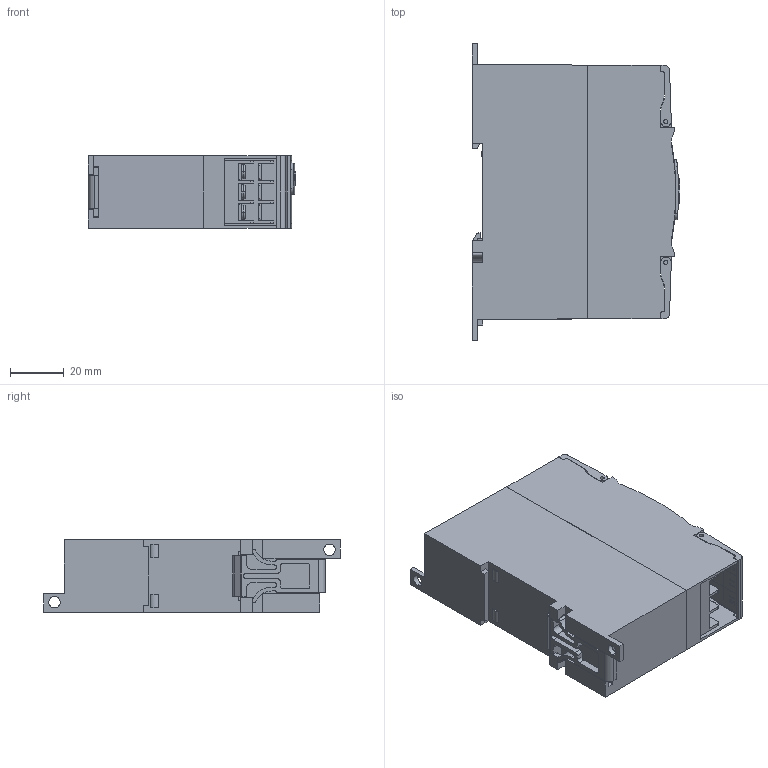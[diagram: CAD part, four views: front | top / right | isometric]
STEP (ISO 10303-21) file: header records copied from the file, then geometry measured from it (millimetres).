
FILE_DESCRIPTION (( 'STEP AP214' ), '1' );
FILE_NAME ('3D Ìîäåëü ÍÏÒ-1 Åõ.STEP', '2015-08-27T09:30:34', ( '' ), ( '' ), 'SwSTEP 2.0', 'SolidWorks 2013', '' );
FILE_SCHEMA (( 'AUTOMOTIVE_DESIGN' ));
Length unit declared in the file: millimetre
Products named in the file (16): 枟謤麃鍒罻1; Ôèêñàòîð ÈÑÊÐÀ; Êðûøêà ïðîçðà÷íàÿ; Êëåììíèê ÌÕ-6 ÍÏÒ-1(7-9); Ðîçåòêà ÌÕ - 6(ñèíÿÿ); Êëåììíèê ÌÕ-6 ÍÏÒ-1(2, 4-6); çàãëóøêà êëåììíàÿ; Çàæèì êëåììíûé; Âèíò äëÿ ðîçåòêè; ïëàñòèíêà çàæèìíàÿ; Ðîçåòêà ÌÕ - 6; 扻豵鵨_2; 扻豵鵨_1; 3D Ìîäåëü ÍÏÒ-1 Åõ; Ýòèêåòêà ëèöåâàÿ ÍÏÒ-1Ex; 枟謤麃鍒罻2
Assembly tree (26 placements, depth 4):
  3D Ìîäåëü ÍÏÒ-1 Åõ
    扻豵鵨_1
    扻豵鵨_2
    Êëåììíèê ÌÕ-6 ÍÏÒ-1(2, 4-6)
      Ðîçåòêà ÌÕ - 6
      Çàæèì êëåììíûé  x2
        ïëàñòèíêà çàæèìíàÿ
        Âèíò äëÿ ðîçåòêè
      çàãëóøêà êëåììíàÿ  x4
    Êëåììíèê ÌÕ-6 ÍÏÒ-1(7-9)
      Ðîçåòêà ÌÕ - 6(ñèíÿÿ)
      Çàæèì êëåììíûé  x3
        ïëàñòèíêà çàæèìíàÿ
        Âèíò äëÿ ðîçåòêè
      çàãëóøêà êëåììíàÿ  x3
    Êðûøêà ïðîçðà÷íàÿ  x2
    Ôèêñàòîð ÈÑÊÐÀ
    枟謤麃鍒罻1
    枟謤麃鍒罻2
    Ýòèêåòêà ëèöåâàÿ ÍÏÒ-1Ex
Bounding box: 77.06 x 110.01 x 27 mm (x, y, z)
Volume: 173502.8 mm3; surface area: 45000.5 mm2
Topology: 29 solids, 29 shells, 1066 faces, 2871 edges, 1908 vertices
Faces by surface type: plane 725, cylinder 221, bspline 110, torus 10
Entity records: 36674 total; most frequent: CARTESIAN_POINT 7534, ORIENTED_EDGE 4760, DIRECTION 4098, EDGE_CURVE 2380, LINE 1624, VECTOR 1624, VERTEX_POINT 1584, AXIS2_PLACEMENT_3D 1237
